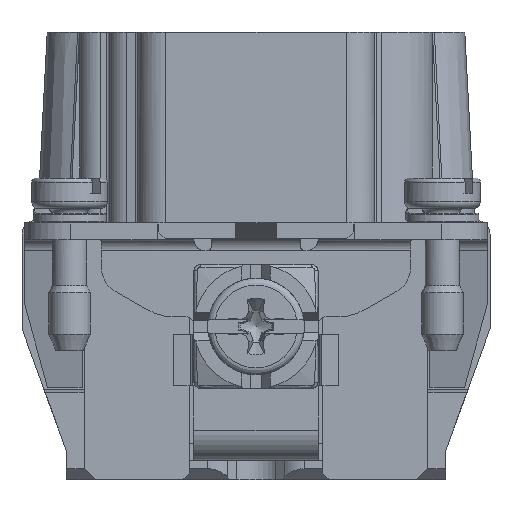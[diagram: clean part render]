
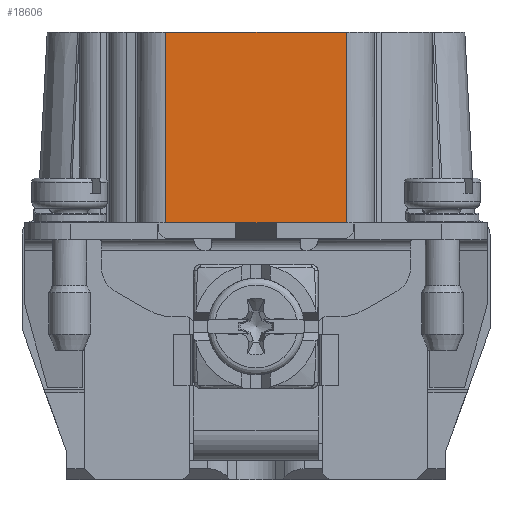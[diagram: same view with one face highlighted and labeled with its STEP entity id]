
A CAD part, left-side view. The second image highlights one B-rep face of the part: STEP entity #18606.
In plain terms, the highlighted planar face has unit normal (-1, 0, 0).
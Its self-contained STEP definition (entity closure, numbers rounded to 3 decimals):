
#16486=FACE_OUTER_BOUND('',#23399,.T.);
#18606=ADVANCED_FACE('',(#16486),#21059,.F.);
#21059=PLANE('',#63696);
#23399=EDGE_LOOP('',(#27941,#27942,#27943,#27944));
#27941=ORIENTED_EDGE('',*,*,#45147,.T.);
#27942=ORIENTED_EDGE('',*,*,#45201,.T.);
#27943=ORIENTED_EDGE('',*,*,#44876,.F.);
#27944=ORIENTED_EDGE('',*,*,#45202,.T.);
#40265=VERTEX_POINT('',#80483);
#40266=VERTEX_POINT('',#80485);
#40433=VERTEX_POINT('',#81110);
#40434=VERTEX_POINT('',#81112);
#44876=EDGE_CURVE('',#40265,#40266,#54264,.T.);
#45147=EDGE_CURVE('',#40434,#40433,#54484,.T.);
#45201=EDGE_CURVE('',#40433,#40266,#54533,.T.);
#45202=EDGE_CURVE('',#40265,#40434,#54534,.T.);
#54264=LINE('',#80484,#57848);
#54484=LINE('',#81111,#58068);
#54533=LINE('',#81209,#58117);
#54534=LINE('',#81210,#58118);
#57848=VECTOR('',#68389,1.);
#58068=VECTOR('',#68879,1.);
#58117=VECTOR('',#68964,1.);
#58118=VECTOR('',#68965,1.);
#63696=AXIS2_PLACEMENT_3D('',#81211,#68966,#68967);
#68389=DIRECTION('',(0.,-1.,0.));
#68879=DIRECTION('',(0.,-1.,0.));
#68964=DIRECTION('',(0.,0.,1.));
#68965=DIRECTION('',(0.,0.,-1.));
#68966=DIRECTION('',(1.,0.,0.));
#68967=DIRECTION('',(0.,0.,1.));
#80483=CARTESIAN_POINT('',(-31.925,6.55,15.));
#80484=CARTESIAN_POINT('',(-31.925,-8.55,15.));
#80485=CARTESIAN_POINT('',(-31.925,-6.55,15.));
#81110=CARTESIAN_POINT('',(-31.925,-6.55,1.2));
#81111=CARTESIAN_POINT('',(-31.925,-8.55,1.2));
#81112=CARTESIAN_POINT('',(-31.925,6.55,1.2));
#81209=CARTESIAN_POINT('',(-31.925,-6.55,15.));
#81210=CARTESIAN_POINT('',(-31.925,6.55,15.));
#81211=CARTESIAN_POINT('',(-31.925,-8.55,15.));
